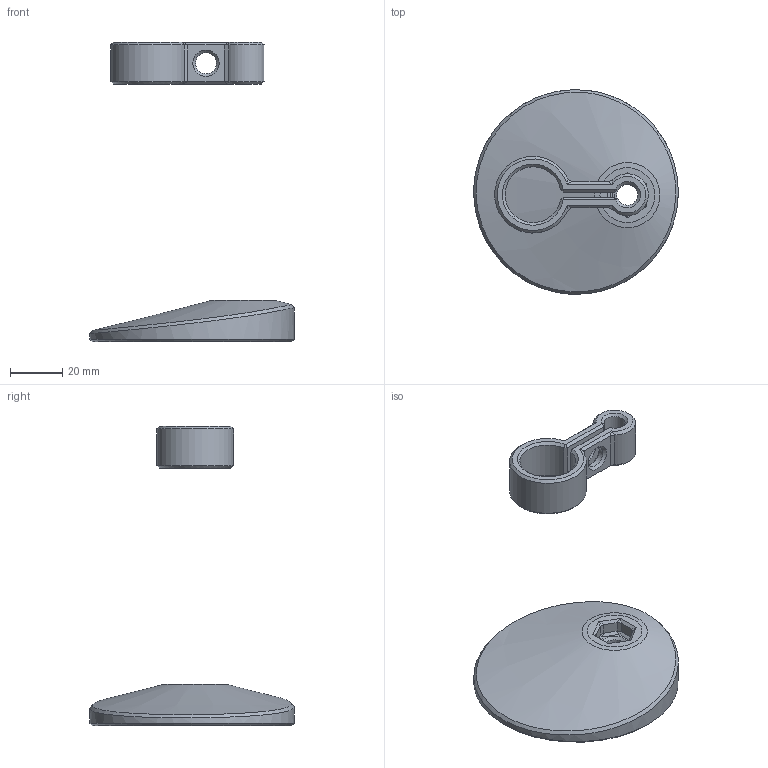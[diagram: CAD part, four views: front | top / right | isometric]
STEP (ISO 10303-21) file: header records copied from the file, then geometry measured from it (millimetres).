
FILE_DESCRIPTION(/* description */ (''),/* implementation_level */ '2;1');
FILE_NAME(/* name */ 'flower stand v3.step',/* time_stamp */ '2021-09-22T02:01:27+09:00',/* author */ (''),/* organization */ (''),/* preprocessor_version */ 'ST-DEVELOPER v18.1',/* originating_system */ 'Autodesk Translation Framework v10.10.0.1391',/* authorisation */ '');
FILE_SCHEMA (('AUTOMOTIVE_DESIGN { 1 0 10303 214 3 1 1 }'));
Length unit declared in the file: millimetre
Products named in the file (1): flower stand
Bounding box: 78.67 x 78.67 x 115.1 mm (x, y, z)
Volume: 59226.9 mm3; surface area: 17482.2 mm2
Topology: 2 solids, 2 shells, 105 faces, 206 edges, 107 vertices
Faces by surface type: plane 78, cone 17, cylinder 9, bspline 1
Full cylindrical faces by diameter (mm): 8.1 x3, 16.1 x1, 78.668 x1
Entity records: 2821 total; most frequent: CARTESIAN_POINT 672, DIRECTION 447, ORIENTED_EDGE 412, EDGE_CURVE 206, LINE 151, VECTOR 151, AXIS2_PLACEMENT_3D 148, EDGE_LOOP 115
